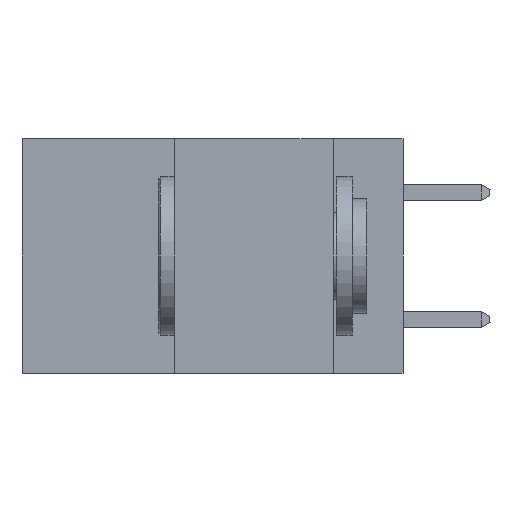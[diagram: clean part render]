
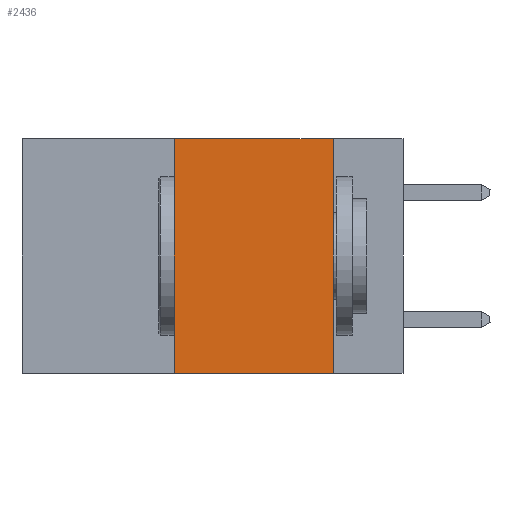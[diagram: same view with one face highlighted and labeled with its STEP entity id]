
A CAD part, left-side view. The second image highlights one B-rep face of the part: STEP entity #2436.
In plain terms, the highlighted planar face has unit normal (-1, 0, 0).
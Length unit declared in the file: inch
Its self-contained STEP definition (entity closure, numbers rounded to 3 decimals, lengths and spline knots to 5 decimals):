
#39 = VECTOR ( 'NONE', #11388, 39.37008 ) ;
#1841 = EDGE_CURVE ( 'NONE', #17719, #23094, #7882, .T. ) ;
#1957 = LINE ( 'NONE', #17825, #26074 ) ;
#2436 = ADVANCED_FACE ( 'NONE', ( #26087 ), #16115, .F. ) ;
#2776 = VERTEX_POINT ( 'NONE', #7932 ) ;
#2815 = EDGE_LOOP ( 'NONE', ( #21777, #27648, #7375, #27305 ) ) ;
#5000 = DIRECTION ( 'NONE',  ( 0., 0., -1. ) ) ;
#6620 = AXIS2_PLACEMENT_3D ( 'NONE', #10435, #24320, #5000 ) ;
#7375 = ORIENTED_EDGE ( 'NONE', *, *, #23189, .F. ) ;
#7474 = VECTOR ( 'NONE', #29759, 39.37008 ) ;
#7882 = LINE ( 'NONE', #21452, #7474 ) ;
#7932 = CARTESIAN_POINT ( 'NONE',  ( 0., 0.11, 0. ) ) ;
#7982 = CARTESIAN_POINT ( 'NONE',  ( 0., 0.11, -0.37 ) ) ;
#8664 = CARTESIAN_POINT ( 'NONE',  ( 0., 0.36, 0. ) ) ;
#9918 = EDGE_CURVE ( 'NONE', #22677, #2776, #32896, .T. ) ;
#10435 = CARTESIAN_POINT ( 'NONE',  ( 0., 0.6, 0. ) ) ;
#11388 = DIRECTION ( 'NONE',  ( 0., 0., 1. ) ) ;
#16115 = PLANE ( 'NONE',  #6620 ) ;
#17719 = VERTEX_POINT ( 'NONE', #20564 ) ;
#17825 = CARTESIAN_POINT ( 'NONE',  ( 0., 0.11, 0. ) ) ;
#20564 = CARTESIAN_POINT ( 'NONE',  ( 0., 0.36, -0.37 ) ) ;
#20887 = DIRECTION ( 'NONE',  ( 0., 0., -1. ) ) ;
#21452 = CARTESIAN_POINT ( 'NONE',  ( 0., 0.6, -0.37 ) ) ;
#21777 = ORIENTED_EDGE ( 'NONE', *, *, #26761, .F. ) ;
#22677 = VERTEX_POINT ( 'NONE', #28743 ) ;
#23094 = VERTEX_POINT ( 'NONE', #7982 ) ;
#23189 = EDGE_CURVE ( 'NONE', #17719, #22677, #29324, .T. ) ;
#23566 = VECTOR ( 'NONE', #27660, 39.37008 ) ;
#24320 = DIRECTION ( 'NONE',  ( 1., 0., 0. ) ) ;
#24796 = CARTESIAN_POINT ( 'NONE',  ( 0., 0.6, 0. ) ) ;
#26074 = VECTOR ( 'NONE', #20887, 39.37008 ) ;
#26087 = FACE_OUTER_BOUND ( 'NONE', #2815, .T. ) ;
#26761 = EDGE_CURVE ( 'NONE', #2776, #23094, #1957, .T. ) ;
#27305 = ORIENTED_EDGE ( 'NONE', *, *, #1841, .T. ) ;
#27648 = ORIENTED_EDGE ( 'NONE', *, *, #9918, .F. ) ;
#27660 = DIRECTION ( 'NONE',  ( 0., -1., 0. ) ) ;
#28743 = CARTESIAN_POINT ( 'NONE',  ( 0., 0.36, 0. ) ) ;
#29324 = LINE ( 'NONE', #8664, #39 ) ;
#29759 = DIRECTION ( 'NONE',  ( 0., -1., 0. ) ) ;
#32896 = LINE ( 'NONE', #24796, #23566 ) ;
